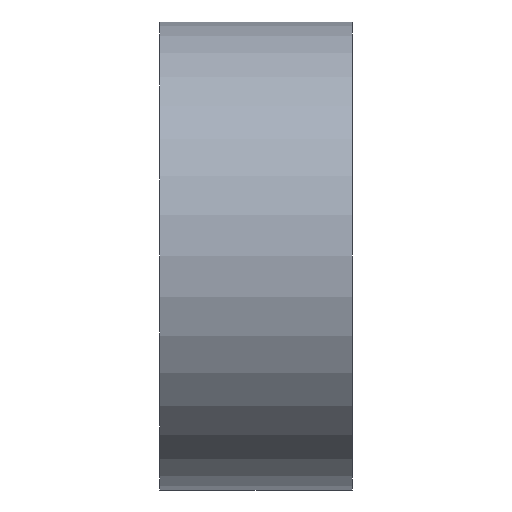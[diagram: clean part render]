
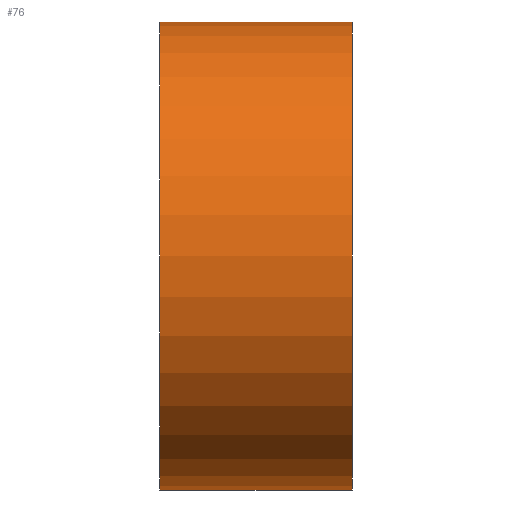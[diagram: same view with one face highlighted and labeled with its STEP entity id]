
A CAD part, left-side view. The second image highlights one B-rep face of the part: STEP entity #76.
In plain terms, the highlighted cylindrical face has radius 18 mm (diameter 36 mm), a partial arc.
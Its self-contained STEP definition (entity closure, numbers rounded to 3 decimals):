
#4 = DIRECTION ( 'NONE',  ( 0., 1., 0. ) ) ;
#5 = CARTESIAN_POINT ( 'NONE',  ( -30.489, 15., -10.957 ) ) ;
#10 = LINE ( 'NONE', #5, #218 ) ;
#13 = ORIENTED_EDGE ( 'NONE', *, *, #231, .T. ) ;
#14 = DIRECTION ( 'NONE',  ( 0., -1., 0. ) ) ;
#29 = DIRECTION ( 'NONE',  ( 0., 0., 1. ) ) ;
#30 = VERTEX_POINT ( 'NONE', #48 ) ;
#34 = ORIENTED_EDGE ( 'NONE', *, *, #163, .T. ) ;
#38 = AXIS2_PLACEMENT_3D ( 'NONE', #110, #114, #181 ) ;
#44 = VECTOR ( 'NONE', #145, 1000. ) ;
#48 = CARTESIAN_POINT ( 'NONE',  ( -30.489, 0., -10.957 ) ) ;
#51 = VERTEX_POINT ( 'NONE', #207 ) ;
#57 = DIRECTION ( 'NONE',  ( 0., 0., 1. ) ) ;
#59 = FACE_OUTER_BOUND ( 'NONE', #229, .T. ) ;
#62 = AXIS2_PLACEMENT_3D ( 'NONE', #128, #14, #57 ) ;
#64 = ORIENTED_EDGE ( 'NONE', *, *, #123, .F. ) ;
#76 = ADVANCED_FACE ( 'NONE', ( #59 ), #200, .T. ) ;
#81 = VERTEX_POINT ( 'NONE', #198 ) ;
#84 = DIRECTION ( 'NONE',  ( 0., -1., 0. ) ) ;
#88 = AXIS2_PLACEMENT_3D ( 'NONE', #169, #4, #29 ) ;
#91 = CIRCLE ( 'NONE', #88, 18. ) ;
#94 = CARTESIAN_POINT ( 'NONE',  ( -30.489, 0., -46.957 ) ) ;
#110 = CARTESIAN_POINT ( 'NONE',  ( -30.489, 15., -28.957 ) ) ;
#114 = DIRECTION ( 'NONE',  ( 0., -1., 0. ) ) ;
#123 = EDGE_CURVE ( 'NONE', #51, #30, #10, .T. ) ;
#128 = CARTESIAN_POINT ( 'NONE',  ( -30.489, 14.8, -28.957 ) ) ;
#145 = DIRECTION ( 'NONE',  ( 0., -1., 0. ) ) ;
#163 = EDGE_CURVE ( 'NONE', #213, #30, #91, .T. ) ;
#169 = CARTESIAN_POINT ( 'NONE',  ( -30.489, 0., -28.957 ) ) ;
#180 = CARTESIAN_POINT ( 'NONE',  ( -30.489, 15., -46.957 ) ) ;
#181 = DIRECTION ( 'NONE',  ( 0., 0., -1. ) ) ;
#187 = ORIENTED_EDGE ( 'NONE', *, *, #205, .T. ) ;
#196 = LINE ( 'NONE', #180, #44 ) ;
#198 = CARTESIAN_POINT ( 'NONE',  ( -30.489, 14.8, -46.957 ) ) ;
#199 = CIRCLE ( 'NONE', #62, 18. ) ;
#200 = CYLINDRICAL_SURFACE ( 'NONE', #38, 18. ) ;
#205 = EDGE_CURVE ( 'NONE', #51, #81, #199, .T. ) ;
#207 = CARTESIAN_POINT ( 'NONE',  ( -30.489, 14.8, -10.957 ) ) ;
#213 = VERTEX_POINT ( 'NONE', #94 ) ;
#218 = VECTOR ( 'NONE', #84, 1000. ) ;
#229 = EDGE_LOOP ( 'NONE', ( #64, #187, #13, #34 ) ) ;
#231 = EDGE_CURVE ( 'NONE', #81, #213, #196, .T. ) ;
